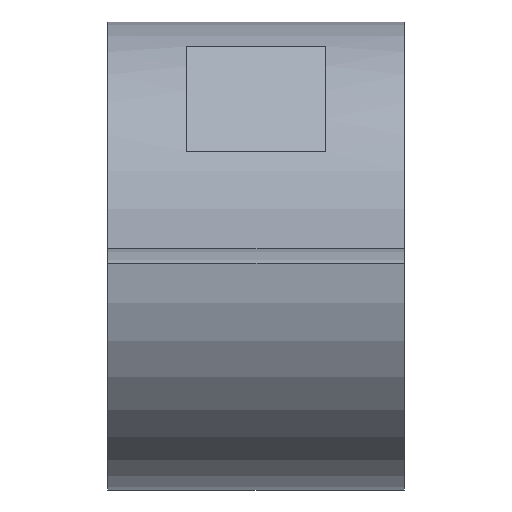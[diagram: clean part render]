
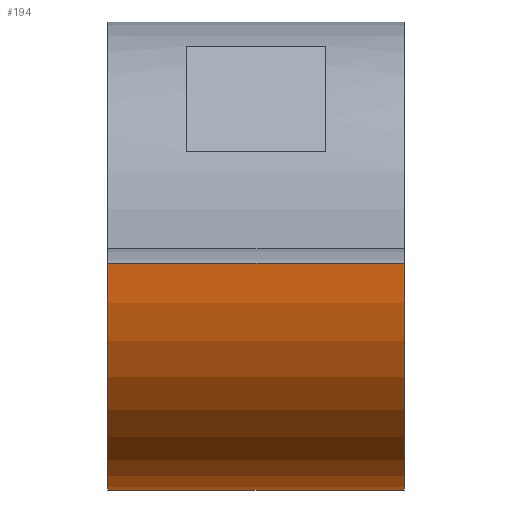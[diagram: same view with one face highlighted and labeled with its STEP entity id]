
A CAD part, left-side view. The second image highlights one B-rep face of the part: STEP entity #194.
In plain terms, the highlighted cylindrical face has radius 15.875 mm (diameter 31.75 mm), a partial arc.
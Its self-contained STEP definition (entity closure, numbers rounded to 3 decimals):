
#7 = CARTESIAN_POINT ( 'NONE',  ( 0., -10.071, 0. ) ) ;
#20 = LINE ( 'NONE', #353, #305 ) ;
#22 = DIRECTION ( 'NONE',  ( 0., 1., 0. ) ) ;
#25 = DIRECTION ( 'NONE',  ( 0., 0., 1. ) ) ;
#30 = ORIENTED_EDGE ( 'NONE', *, *, #117, .F. ) ;
#31 = CIRCLE ( 'NONE', #45, 15.875 ) ;
#45 = AXIS2_PLACEMENT_3D ( 'NONE', #174, #396, #514 ) ;
#68 = EDGE_CURVE ( 'NONE', #587, #126, #20, .T. ) ;
#101 = DIRECTION ( 'NONE',  ( 0., 1., 0. ) ) ;
#117 = EDGE_CURVE ( 'NONE', #346, #126, #31, .T. ) ;
#119 = VERTEX_POINT ( 'NONE', #562 ) ;
#126 = VERTEX_POINT ( 'NONE', #653 ) ;
#134 = DIRECTION ( 'NONE',  ( 0., 0., 1. ) ) ;
#164 = CARTESIAN_POINT ( 'NONE',  ( 0., -10.071, 0. ) ) ;
#174 = CARTESIAN_POINT ( 'NONE',  ( 0., 10.071, 0. ) ) ;
#194 = ADVANCED_FACE ( 'NONE', ( #651 ), #575, .T. ) ;
#196 = EDGE_CURVE ( 'NONE', #119, #346, #671, .T. ) ;
#259 = ORIENTED_EDGE ( 'NONE', *, *, #196, .F. ) ;
#277 = AXIS2_PLACEMENT_3D ( 'NONE', #7, #22, #25 ) ;
#285 = AXIS2_PLACEMENT_3D ( 'NONE', #164, #101, #134 ) ;
#305 = VECTOR ( 'NONE', #434, 1000. ) ;
#322 = ORIENTED_EDGE ( 'NONE', *, *, #446, .T. ) ;
#346 = VERTEX_POINT ( 'NONE', #599 ) ;
#353 = CARTESIAN_POINT ( 'NONE',  ( -15.867, -10.071, -0.508 ) ) ;
#396 = DIRECTION ( 'NONE',  ( 0., 1., 0. ) ) ;
#434 = DIRECTION ( 'NONE',  ( 0., 1., 0. ) ) ;
#446 = EDGE_CURVE ( 'NONE', #119, #587, #463, .T. ) ;
#463 = CIRCLE ( 'NONE', #285, 15.875 ) ;
#489 = ORIENTED_EDGE ( 'NONE', *, *, #68, .T. ) ;
#514 = DIRECTION ( 'NONE',  ( 0., 0., 1. ) ) ;
#562 = CARTESIAN_POINT ( 'NONE',  ( 0., -10.071, -15.875 ) ) ;
#575 = CYLINDRICAL_SURFACE ( 'NONE', #277, 15.875 ) ;
#587 = VERTEX_POINT ( 'NONE', #652 ) ;
#599 = CARTESIAN_POINT ( 'NONE',  ( 0., 10.071, -15.875 ) ) ;
#620 = VECTOR ( 'NONE', #625, 1000. ) ;
#625 = DIRECTION ( 'NONE',  ( 0., 1., 0. ) ) ;
#637 = CARTESIAN_POINT ( 'NONE',  ( 0., -10.071, -15.875 ) ) ;
#651 = FACE_OUTER_BOUND ( 'NONE', #655, .T. ) ;
#652 = CARTESIAN_POINT ( 'NONE',  ( -15.867, -10.071, -0.508 ) ) ;
#653 = CARTESIAN_POINT ( 'NONE',  ( -15.867, 10.071, -0.508 ) ) ;
#655 = EDGE_LOOP ( 'NONE', ( #259, #322, #489, #30 ) ) ;
#671 = LINE ( 'NONE', #637, #620 ) ;
